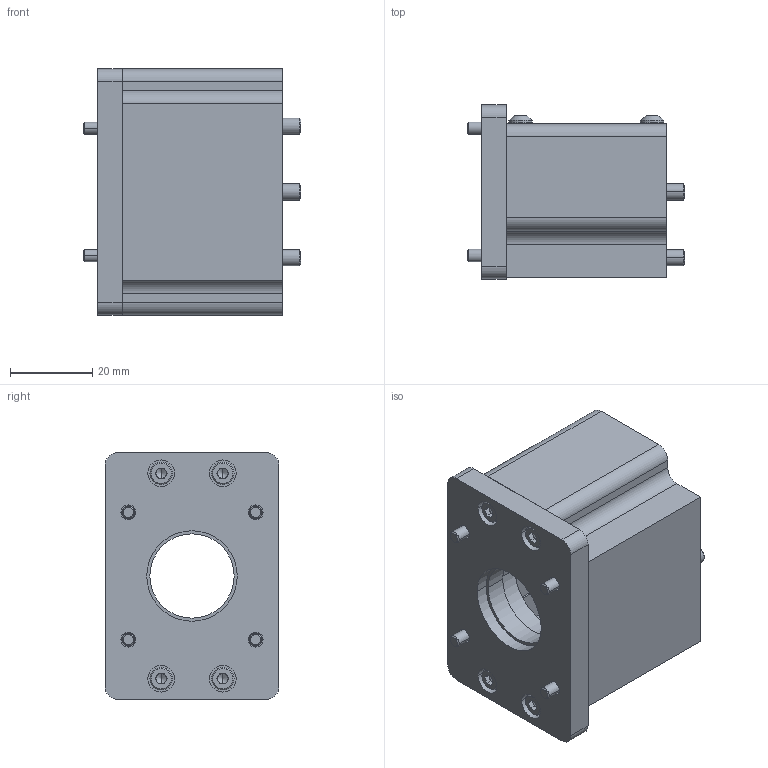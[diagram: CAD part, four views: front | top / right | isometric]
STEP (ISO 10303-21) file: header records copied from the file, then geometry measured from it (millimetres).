
FILE_DESCRIPTION (( 'STEP AP203' ), '1' );
FILE_NAME ('LAHP-N17-33MTRBKT.step', '2020-12-09T22:37:13', ( '' ), ( '' ), 'SwSTEP 2.0', 'SolidWorks 2019', '' );
FILE_SCHEMA (( 'CONFIG_CONTROL_DESIGN' ));
Length unit declared in the file: inch
Products named in the file (1): LAHP-N17-33MTRBKT
Bounding box: 53.05 x 42.3 x 60 mm (x, y, z)
Volume: 56609.3 mm3; surface area: 34685.8 mm2
Topology: 33 solids, 33 shells, 691 faces, 1588 edges, 965 vertices
Faces by surface type: plane 319, cylinder 240, cone 98, bspline 34
Entity records: 20989 total; most frequent: CARTESIAN_POINT 5139, DIRECTION 3454, ORIENTED_EDGE 3084, EDGE_CURVE 1542, AXIS2_PLACEMENT_3D 1316, VERTEX_POINT 965, EDGE_LOOP 823, VECTOR 822
